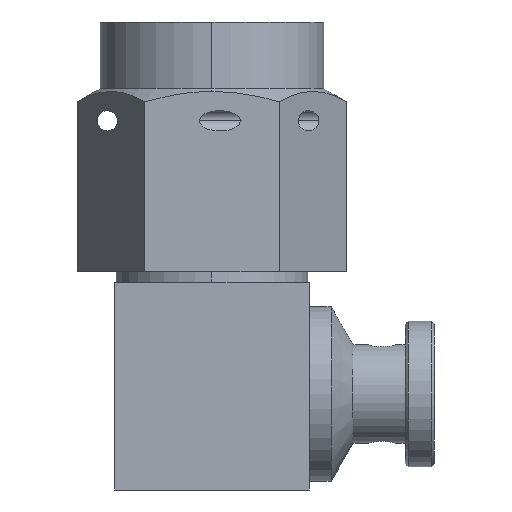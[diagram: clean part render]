
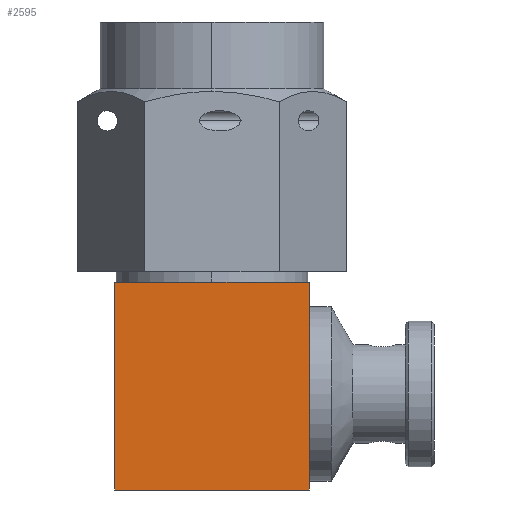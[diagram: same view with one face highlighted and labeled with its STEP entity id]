
A CAD part, left-side view. The second image highlights one B-rep face of the part: STEP entity #2595.
In plain terms, the highlighted planar face has unit normal (-1, 0, 0).
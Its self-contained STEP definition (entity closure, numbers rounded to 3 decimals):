
#87 = PLANE ( 'NONE',  #2714 ) ;
#333 = DIRECTION ( 'NONE',  ( -1., 0., 0. ) ) ;
#342 = LINE ( 'NONE', #720, #2160 ) ;
#366 = VECTOR ( 'NONE', #2842, 1000. ) ;
#385 = VERTEX_POINT ( 'NONE', #2040 ) ;
#613 = EDGE_LOOP ( 'NONE', ( #1851, #2462, #1346, #1352 ) ) ;
#641 = EDGE_CURVE ( 'NONE', #2072, #1519, #841, .T. ) ;
#665 = CARTESIAN_POINT ( 'NONE',  ( -3.35, -3.35, -6.35 ) ) ;
#720 = CARTESIAN_POINT ( 'NONE',  ( -3.35, 3.35, -13.5 ) ) ;
#739 = CARTESIAN_POINT ( 'NONE',  ( -3.35, -3.35, -13.5 ) ) ;
#841 = LINE ( 'NONE', #2401, #366 ) ;
#1034 = FACE_OUTER_BOUND ( 'NONE', #613, .T. ) ;
#1128 = VECTOR ( 'NONE', #2080, 1000. ) ;
#1212 = DIRECTION ( 'NONE',  ( 0., 0., 1. ) ) ;
#1345 = LINE ( 'NONE', #739, #2377 ) ;
#1346 = ORIENTED_EDGE ( 'NONE', *, *, #1393, .F. ) ;
#1352 = ORIENTED_EDGE ( 'NONE', *, *, #2634, .T. ) ;
#1393 = EDGE_CURVE ( 'NONE', #1631, #1519, #342, .T. ) ;
#1395 = DIRECTION ( 'NONE',  ( 0., 0., 1. ) ) ;
#1519 = VERTEX_POINT ( 'NONE', #2346 ) ;
#1631 = VERTEX_POINT ( 'NONE', #2405 ) ;
#1638 = CARTESIAN_POINT ( 'NONE',  ( -3.35, -3.35, -13.5 ) ) ;
#1795 = EDGE_CURVE ( 'NONE', #385, #2072, #1345, .T. ) ;
#1851 = ORIENTED_EDGE ( 'NONE', *, *, #1795, .T. ) ;
#2040 = CARTESIAN_POINT ( 'NONE',  ( -3.35, -3.35, -13.5 ) ) ;
#2072 = VERTEX_POINT ( 'NONE', #665 ) ;
#2075 = DIRECTION ( 'NONE',  ( 0., 0., 1. ) ) ;
#2080 = DIRECTION ( 'NONE',  ( 0., -1., 0. ) ) ;
#2160 = VECTOR ( 'NONE', #2075, 1000. ) ;
#2305 = LINE ( 'NONE', #2309, #1128 ) ;
#2309 = CARTESIAN_POINT ( 'NONE',  ( -3.35, -3.35, -13.5 ) ) ;
#2346 = CARTESIAN_POINT ( 'NONE',  ( -3.35, 3.35, -6.35 ) ) ;
#2377 = VECTOR ( 'NONE', #1395, 1000. ) ;
#2401 = CARTESIAN_POINT ( 'NONE',  ( -3.35, -3.35, -6.35 ) ) ;
#2405 = CARTESIAN_POINT ( 'NONE',  ( -3.35, 3.35, -13.5 ) ) ;
#2462 = ORIENTED_EDGE ( 'NONE', *, *, #641, .T. ) ;
#2595 = ADVANCED_FACE ( 'NONE', ( #1034 ), #87, .T. ) ;
#2634 = EDGE_CURVE ( 'NONE', #1631, #385, #2305, .T. ) ;
#2714 = AXIS2_PLACEMENT_3D ( 'NONE', #1638, #333, #1212 ) ;
#2842 = DIRECTION ( 'NONE',  ( 0., 1., 0. ) ) ;
